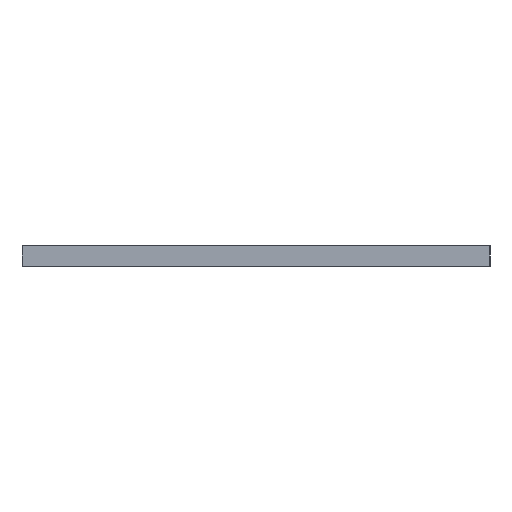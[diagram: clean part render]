
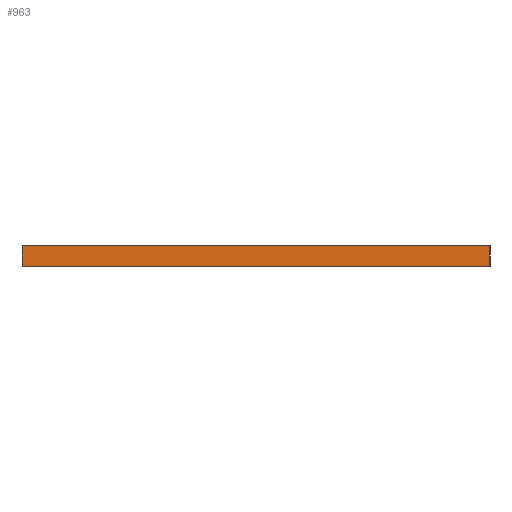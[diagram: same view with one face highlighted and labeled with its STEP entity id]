
A CAD part, left-side view. The second image highlights one B-rep face of the part: STEP entity #963.
In plain terms, the highlighted planar face has unit normal (-1, 0, 0).
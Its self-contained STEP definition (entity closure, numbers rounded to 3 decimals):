
#158 = EDGE_CURVE('',#159,#161,#163,.T.);
#159 = VERTEX_POINT('',#160);
#160 = CARTESIAN_POINT('',(-18.,-381.2,-12.));
#161 = VERTEX_POINT('',#162);
#162 = CARTESIAN_POINT('',(-18.,-101.2,-12.));
#163 = LINE('',#164,#165);
#164 = CARTESIAN_POINT('',(-18.,-381.2,-12.));
#165 = VECTOR('',#166,1.);
#166 = DIRECTION('',(0.,1.,0.));
#756 = VERTEX_POINT('',#757);
#757 = CARTESIAN_POINT('',(-18.,-381.2,0.));
#763 = EDGE_CURVE('',#159,#756,#764,.T.);
#764 = LINE('',#765,#766);
#765 = CARTESIAN_POINT('',(-18.,-381.2,-7.5));
#766 = VECTOR('',#767,1.);
#767 = DIRECTION('',(0.,0.,1.));
#821 = VERTEX_POINT('',#822);
#822 = CARTESIAN_POINT('',(-18.,-101.2,0.));
#878 = EDGE_CURVE('',#161,#821,#879,.T.);
#879 = LINE('',#880,#881);
#880 = CARTESIAN_POINT('',(-18.,-101.2,-12.));
#881 = VECTOR('',#882,1.);
#882 = DIRECTION('',(0.,0.,1.));
#963 = ADVANCED_FACE('',(#964),#975,.T.);
#964 = FACE_BOUND('',#965,.T.);
#965 = EDGE_LOOP('',(#966,#967,#968,#969));
#966 = ORIENTED_EDGE('',*,*,#878,.F.);
#967 = ORIENTED_EDGE('',*,*,#158,.F.);
#968 = ORIENTED_EDGE('',*,*,#763,.T.);
#969 = ORIENTED_EDGE('',*,*,#970,.T.);
#970 = EDGE_CURVE('',#756,#821,#971,.T.);
#971 = LINE('',#972,#973);
#972 = CARTESIAN_POINT('',(-18.,-381.2,0.));
#973 = VECTOR('',#974,1.);
#974 = DIRECTION('',(0.,1.,0.));
#975 = PLANE('',#976);
#976 = AXIS2_PLACEMENT_3D('',#977,#978,#979);
#977 = CARTESIAN_POINT('',(-18.,-241.2,-6.));
#978 = DIRECTION('',(-1.,0.,0.));
#979 = DIRECTION('',(0.,-1.,0.));
